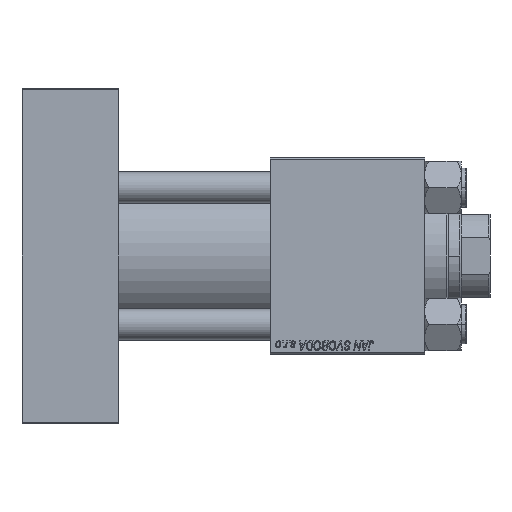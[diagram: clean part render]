
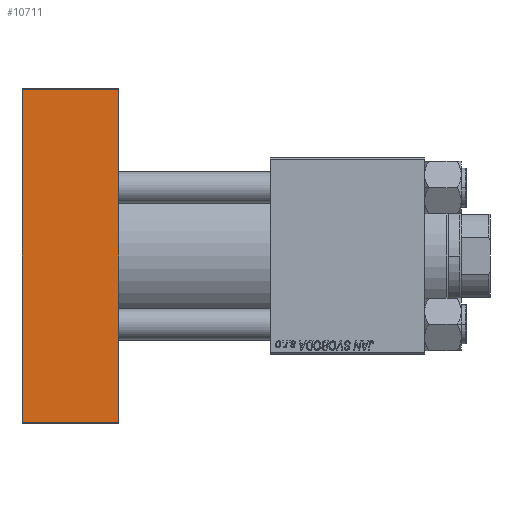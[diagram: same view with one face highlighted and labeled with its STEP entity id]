
A CAD part, front view. The second image highlights one B-rep face of the part: STEP entity #10711.
In plain terms, the highlighted planar face has unit normal (0, -1, 0).
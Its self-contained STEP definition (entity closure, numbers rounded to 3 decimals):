
#3158 = CARTESIAN_POINT ( 'NONE',  ( 0., -37.5, -63.5 ) ) ;
#4192 = PLANE ( 'NONE',  #47037 ) ;
#4915 = VERTEX_POINT ( 'NONE', #22295 ) ;
#5687 = DIRECTION ( 'NONE',  ( -1., 0., 0. ) ) ;
#6407 = ORIENTED_EDGE ( 'NONE', *, *, #9481, .F. ) ;
#8845 = LINE ( 'NONE', #9361, #49409 ) ;
#9177 = CARTESIAN_POINT ( 'NONE',  ( 37., -37.5, 64. ) ) ;
#9361 = CARTESIAN_POINT ( 'NONE',  ( 37., -37.5, 63.5 ) ) ;
#9481 = EDGE_CURVE ( 'NONE', #26391, #4915, #24434, .T. ) ;
#10711 = ADVANCED_FACE ( 'NONE', ( #45223 ), #4192, .F. ) ;
#12728 = CARTESIAN_POINT ( 'NONE',  ( 0., -37.5, 64. ) ) ;
#13670 = CARTESIAN_POINT ( 'NONE',  ( 37., -37.5, -63.5 ) ) ;
#13718 = VECTOR ( 'NONE', #41563, 1000. ) ;
#15871 = VECTOR ( 'NONE', #28120, 1000. ) ;
#16839 = LINE ( 'NONE', #13670, #13718 ) ;
#19477 = CARTESIAN_POINT ( 'NONE',  ( 0., -37.5, 63.5 ) ) ;
#20106 = LINE ( 'NONE', #12728, #47501 ) ;
#22295 = CARTESIAN_POINT ( 'NONE',  ( 37., -37.5, -63.5 ) ) ;
#24434 = LINE ( 'NONE', #40993, #15871 ) ;
#24576 = DIRECTION ( 'NONE',  ( 0., 0., -1. ) ) ;
#26391 = VERTEX_POINT ( 'NONE', #35381 ) ;
#28120 = DIRECTION ( 'NONE',  ( 0., 0., -1. ) ) ;
#28895 = ORIENTED_EDGE ( 'NONE', *, *, #33351, .T. ) ;
#28907 = DIRECTION ( 'NONE',  ( 0., 1., 0. ) ) ;
#30307 = VERTEX_POINT ( 'NONE', #19477 ) ;
#30557 = ORIENTED_EDGE ( 'NONE', *, *, #42899, .T. ) ;
#33351 = EDGE_CURVE ( 'NONE', #51839, #4915, #16839, .T. ) ;
#34688 = ORIENTED_EDGE ( 'NONE', *, *, #49735, .T. ) ;
#35381 = CARTESIAN_POINT ( 'NONE',  ( 37., -37.5, 63.5 ) ) ;
#38769 = EDGE_LOOP ( 'NONE', ( #30557, #28895, #6407, #34688 ) ) ;
#40993 = CARTESIAN_POINT ( 'NONE',  ( 37., -37.5, 64. ) ) ;
#41563 = DIRECTION ( 'NONE',  ( 1., 0., 0. ) ) ;
#42899 = EDGE_CURVE ( 'NONE', #30307, #51839, #20106, .T. ) ;
#44968 = DIRECTION ( 'NONE',  ( 0., 0., 1. ) ) ;
#45223 = FACE_OUTER_BOUND ( 'NONE', #38769, .T. ) ;
#47037 = AXIS2_PLACEMENT_3D ( 'NONE', #9177, #28907, #44968 ) ;
#47501 = VECTOR ( 'NONE', #24576, 1000. ) ;
#49409 = VECTOR ( 'NONE', #5687, 1000. ) ;
#49735 = EDGE_CURVE ( 'NONE', #26391, #30307, #8845, .T. ) ;
#51839 = VERTEX_POINT ( 'NONE', #3158 ) ;
